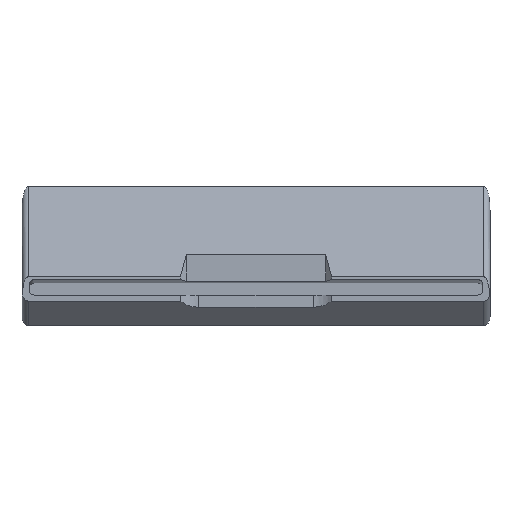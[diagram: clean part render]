
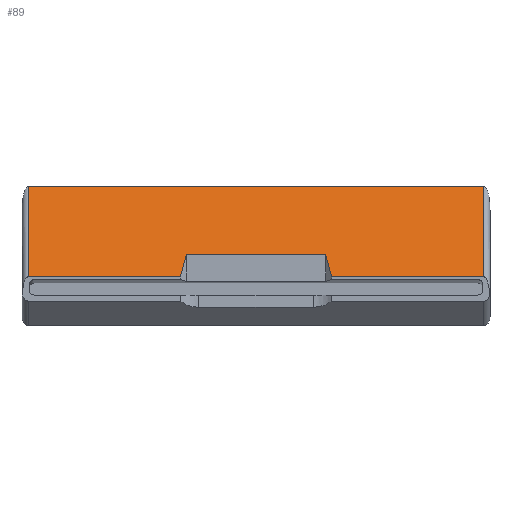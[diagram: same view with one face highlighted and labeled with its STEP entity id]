
A CAD part, top view. The second image highlights one B-rep face of the part: STEP entity #89.
In plain terms, the highlighted planar face has unit normal (0, 0.259, 0.966).
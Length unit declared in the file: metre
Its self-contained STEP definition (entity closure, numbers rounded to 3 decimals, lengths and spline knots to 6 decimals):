
#89 = ADVANCED_FACE( '', ( #182 ), #183, .T. );
#182 = FACE_OUTER_BOUND( '', #276, .T. );
#183 = PLANE( '', #277 );
#276 = EDGE_LOOP( '', ( #478, #479, #480, #481, #482, #483, #484, #485 ) );
#277 = AXIS2_PLACEMENT_3D( '', #486, #487, #488 );
#478 = ORIENTED_EDGE( '', *, *, #666, .T. );
#479 = ORIENTED_EDGE( '', *, *, #667, .T. );
#480 = ORIENTED_EDGE( '', *, *, #662, .T. );
#481 = ORIENTED_EDGE( '', *, *, #626, .T. );
#482 = ORIENTED_EDGE( '', *, *, #633, .T. );
#483 = ORIENTED_EDGE( '', *, *, #660, .T. );
#484 = ORIENTED_EDGE( '', *, *, #654, .F. );
#485 = ORIENTED_EDGE( '', *, *, #643, .T. );
#486 = CARTESIAN_POINT( '', ( 0.0125, 0., 0.002 ) );
#487 = DIRECTION( '', ( 0., 0.259, 0.966 ) );
#488 = DIRECTION( '', ( 0., -0.966, 0.259 ) );
#626 = EDGE_CURVE( '', #764, #766, #768, .T. );
#633 = EDGE_CURVE( '', #766, #779, #780, .F. );
#643 = EDGE_CURVE( '', #797, #795, #798, .F. );
#654 = EDGE_CURVE( '', #797, #812, #813, .F. );
#660 = EDGE_CURVE( '', #779, #812, #819, .T. );
#662 = EDGE_CURVE( '', #821, #764, #822, .F. );
#666 = EDGE_CURVE( '', #795, #827, #828, .F. );
#667 = EDGE_CURVE( '', #827, #821, #829, .F. );
#764 = VERTEX_POINT( '', #944 );
#766 = VERTEX_POINT( '', #946 );
#768 = LINE( '', #948, #949 );
#779 = VERTEX_POINT( '', #962 );
#780 = LINE( '', #963, #964 );
#795 = VERTEX_POINT( '', #985 );
#797 = VERTEX_POINT( '', #988 );
#798 = LINE( '', #989, #990 );
#812 = VERTEX_POINT( '', #1010 );
#813 = LINE( '', #1011, #1012 );
#819 = LINE( '', #1021, #1022 );
#821 = VERTEX_POINT( '', #1024 );
#822 = LINE( '', #1025, #1026 );
#827 = VERTEX_POINT( '', #1032 );
#828 = LINE( '', #1033, #1034 );
#829 = LINE( '', #1035, #1036 );
#944 = CARTESIAN_POINT( '', ( -0.0002, 0.014928, -0.002 ) );
#946 = CARTESIAN_POINT( '', ( -0.0002, 0., 0.002 ) );
#948 = CARTESIAN_POINT( '', ( -0.0002, 0., 0.002 ) );
#949 = VECTOR( '', #1134, 1. );
#962 = CARTESIAN_POINT( '', ( 0.025, 0., 0.002 ) );
#963 = CARTESIAN_POINT( '', ( 0.0125, 0., 0.002 ) );
#964 = VECTOR( '', #1143, 1. );
#985 = CARTESIAN_POINT( '', ( 0.05, 0., 0.002 ) );
#988 = CARTESIAN_POINT( '', ( 0.049, 0.003732, 0.001 ) );
#989 = CARTESIAN_POINT( '', ( 0.047646, 0.008786, -0.000354 ) );
#990 = VECTOR( '', #1154, 1. );
#1010 = CARTESIAN_POINT( '', ( 0.026, 0.003732, 0.001 ) );
#1011 = CARTESIAN_POINT( '', ( 0.0375, 0.003732, 0.001 ) );
#1012 = VECTOR( '', #1164, 1. );
#1021 = CARTESIAN_POINT( '', ( 0.024215, -0.002929, 0.002785 ) );
#1022 = VECTOR( '', #1168, 1. );
#1024 = CARTESIAN_POINT( '', ( 0.0752, 0.014928, -0.002 ) );
#1025 = CARTESIAN_POINT( '', ( 0.075002, 0.014928, -0.002 ) );
#1026 = VECTOR( '', #1169, 1. );
#1032 = CARTESIAN_POINT( '', ( 0.0752, 0., 0.002 ) );
#1033 = CARTESIAN_POINT( '', ( 0.0625, 0., 0.002 ) );
#1034 = VECTOR( '', #1174, 1. );
#1035 = CARTESIAN_POINT( '', ( 0.0752, 0.014928, -0.002 ) );
#1036 = VECTOR( '', #1175, 1. );
#1134 = DIRECTION( '', ( 0., -0.966, 0.259 ) );
#1143 = DIRECTION( '', ( -1., 0., 0. ) );
#1154 = DIRECTION( '', ( -0.251, 0.935, -0.251 ) );
#1164 = DIRECTION( '', ( 1., 0., 0. ) );
#1168 = DIRECTION( '', ( 0.251, 0.935, -0.251 ) );
#1169 = DIRECTION( '', ( 1., 0., 0. ) );
#1174 = DIRECTION( '', ( -1., 0., 0. ) );
#1175 = DIRECTION( '', ( 0., -0.966, 0.259 ) );
